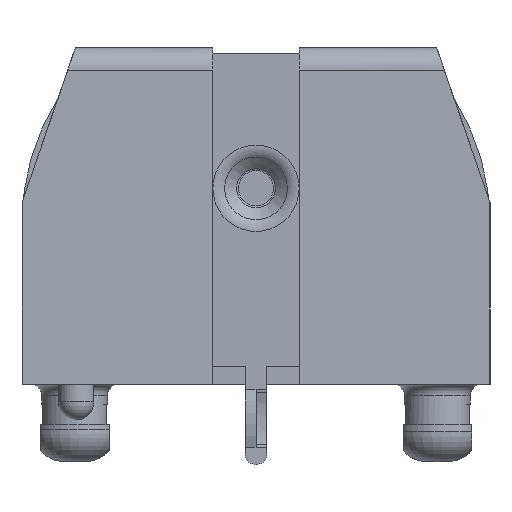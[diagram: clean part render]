
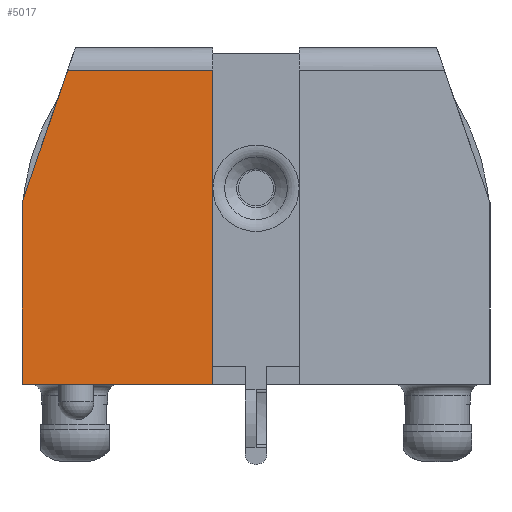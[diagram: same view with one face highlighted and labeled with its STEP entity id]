
A CAD part, left-side view. The second image highlights one B-rep face of the part: STEP entity #5017.
In plain terms, the highlighted planar face has unit normal (-1, 0, 0.018).
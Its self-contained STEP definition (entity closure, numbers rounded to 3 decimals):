
#556=ORIENTED_EDGE('',*,*,#1620,.F.);
#557=ORIENTED_EDGE('',*,*,#1605,.T.);
#558=ORIENTED_EDGE('',*,*,#1621,.F.);
#559=ORIENTED_EDGE('',*,*,#1622,.F.);
#560=ORIENTED_EDGE('',*,*,#1623,.F.);
#1605=EDGE_CURVE('',#2142,#2140,#2518,.T.);
#1620=EDGE_CURVE('',#2142,#2156,#2526,.T.);
#1621=EDGE_CURVE('',#2157,#2140,#2527,.T.);
#1622=EDGE_CURVE('',#2158,#2157,#2528,.T.);
#1623=EDGE_CURVE('',#2156,#2158,#2529,.T.);
#2140=VERTEX_POINT('',#7105);
#2142=VERTEX_POINT('',#7108);
#2156=VERTEX_POINT('',#7150);
#2157=VERTEX_POINT('',#7152);
#2158=VERTEX_POINT('',#7154);
#2518=LINE('',#7107,#2915);
#2526=LINE('',#7149,#2923);
#2527=LINE('',#7151,#2924);
#2528=LINE('',#7153,#2925);
#2529=LINE('',#7155,#2926);
#2915=VECTOR('',#5875,1000.);
#2923=VECTOR('',#5899,1000.);
#2924=VECTOR('',#5900,1000.);
#2925=VECTOR('',#5901,1000.);
#2926=VECTOR('',#5902,1000.);
#3257=EDGE_LOOP('',(#556,#557,#558,#559,#560));
#3531=FACE_BOUND('',#3257,.T.);
#3782=PLANE('',#5302);
#5017=ADVANCED_FACE('',(#3531),#3782,.T.);
#5302=AXIS2_PLACEMENT_3D('',#7148,#5897,#5898);
#5875=DIRECTION('',(0.,1.,0.));
#5897=DIRECTION('',(-1.,0.,0.017));
#5898=DIRECTION('',(-0.017,0.,-1.));
#5899=DIRECTION('',(-0.017,0.,-1.));
#5900=DIRECTION('',(0.017,-0.326,0.945));
#5901=DIRECTION('',(0.017,0.,1.));
#5902=DIRECTION('',(0.,1.,0.));
#7105=CARTESIAN_POINT('',(-38.285,8.307,13.861));
#7107=CARTESIAN_POINT('',(-38.285,7.964,13.861));
#7108=CARTESIAN_POINT('',(-38.285,1.905,13.861));
#7148=CARTESIAN_POINT('',(-38.557,10.325,-1.727));
#7149=CARTESIAN_POINT('',(-38.557,1.905,-1.727));
#7150=CARTESIAN_POINT('',(-38.527,1.905,0.001));
#7151=CARTESIAN_POINT('',(-38.539,13.32,-0.696));
#7152=CARTESIAN_POINT('',(-38.387,10.325,8.002));
#7153=CARTESIAN_POINT('',(-38.557,10.325,-1.727));
#7154=CARTESIAN_POINT('',(-38.527,10.325,0.001));
#7155=CARTESIAN_POINT('',(-38.527,10.325,0.001));
